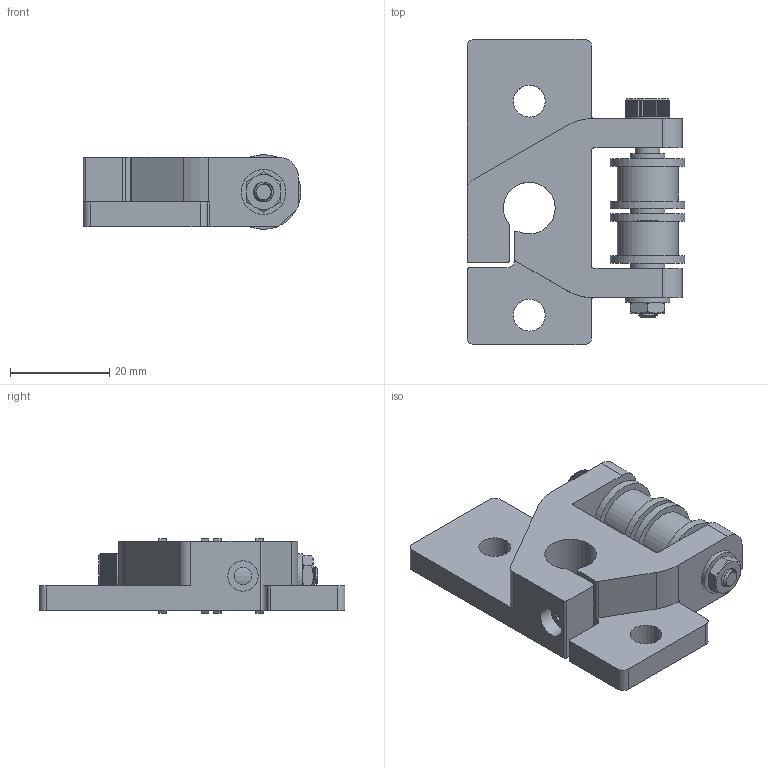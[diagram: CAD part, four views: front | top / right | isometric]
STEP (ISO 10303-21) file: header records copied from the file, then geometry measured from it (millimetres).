
FILE_DESCRIPTION(/* description */ (''),/* implementation_level */ '2;1');
FILE_NAME(/* name */ '5mm_XY_Idler_Mount v15.step',/* time_stamp */ '2020-09-24T11:09:47-07:00',/* author */ (''),/* organization */ (''),/* preprocessor_version */ 'ST-DEVELOPER v18.1',/* originating_system */ 'Autodesk Translation Framework v9.3.0.1241',/* authorisation */ '');
FILE_SCHEMA (('AUTOMOTIVE_DESIGN { 1 0 10303 214 3 1 1 }'));
Length unit declared in the file: millimetre
Products named in the file (7): 5mm_XY_Idler_Mount; Idlers_mount_left; 92981A911_ALLOY STEEL SHOULDER SCREW; 92334A112_ALUMINUM FLAT WASHER; LDO_20T_5mm_pulley; Spacer_5x7x1; 90695A035_CLASS 04 STEEL THIN HEX NUT - DIN 439B
Assembly tree (9 placements, depth 2):
  5mm_XY_Idler_Mount
    Idlers_mount_left
    92981A911_ALLOY STEEL SHOULDER SCREW
    92334A112_ALUMINUM FLAT WASHER
    Spacer_5x7x1  x3
    LDO_20T_5mm_pulley  x2
    90695A035_CLASS 04 STEEL THIN HEX NUT - DIN 439B
Bounding box: 43.77 x 61.5 x 15 mm (x, y, z)
Volume: 17487.5 mm3; surface area: 10680.8 mm2
Topology: 9 solids, 9 shells, 549 faces, 1239 edges, 816 vertices
Faces by surface type: plane 458, cylinder 57, cone 27, bspline 6, torus 1
Full cylindrical faces by diameter (mm): 2.87 x1, 3.5 x2, 4 x5, 4.3 x1, 5 x8, 5.1 x1, 6.1 x1, 6.4 x2, 7 x3, 9 x2, 12.25 x2, 15 x4
Entity records: 16957 total; most frequent: CARTESIAN_POINT 4509, DIRECTION 2546, ORIENTED_EDGE 2430, EDGE_CURVE 1215, AXIS2_PLACEMENT_3D 856, LINE 834, VECTOR 834, VERTEX_POINT 800
